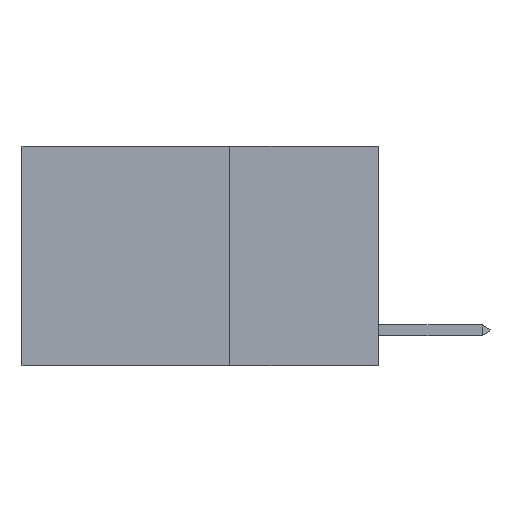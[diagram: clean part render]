
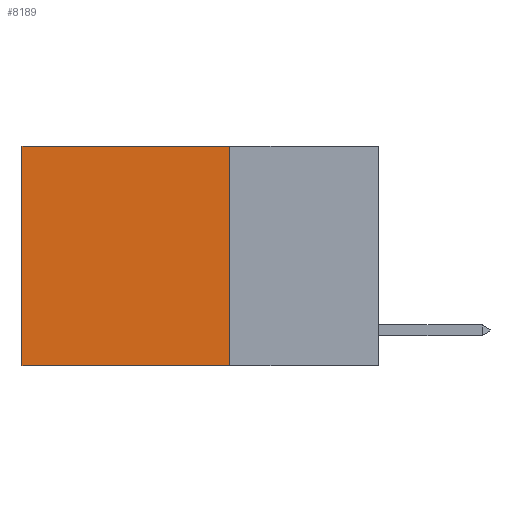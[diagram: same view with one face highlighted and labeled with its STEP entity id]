
A CAD part, left-side view. The second image highlights one B-rep face of the part: STEP entity #8189.
In plain terms, the highlighted planar face has unit normal (-1, 0, 0).
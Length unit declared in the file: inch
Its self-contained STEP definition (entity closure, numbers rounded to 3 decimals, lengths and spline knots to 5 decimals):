
#100 = VERTEX_POINT ( 'NONE', #11825 ) ;
#634 = VERTEX_POINT ( 'NONE', #16205 ) ;
#1513 = DIRECTION ( 'NONE',  ( 0., 1., 0. ) ) ;
#1802 = EDGE_CURVE ( 'NONE', #100, #16601, #11981, .T. ) ;
#1854 = DIRECTION ( 'NONE',  ( 0., 0., -1. ) ) ;
#2854 = ORIENTED_EDGE ( 'NONE', *, *, #10916, .F. ) ;
#4487 = EDGE_LOOP ( 'NONE', ( #8704, #8844, #2854, #11203 ) ) ;
#5383 = AXIS2_PLACEMENT_3D ( 'NONE', #14124, #17137, #8197 ) ;
#6020 = CARTESIAN_POINT ( 'NONE',  ( 0.2625, 0.25, 0. ) ) ;
#7654 = VECTOR ( 'NONE', #1513, 39.37008 ) ;
#8015 = VECTOR ( 'NONE', #16662, 39.37008 ) ;
#8189 = ADVANCED_FACE ( 'NONE', ( #16654 ), #18528, .F. ) ;
#8197 = DIRECTION ( 'NONE',  ( 0., 0., -1. ) ) ;
#8518 = VECTOR ( 'NONE', #1854, 39.37008 ) ;
#8704 = ORIENTED_EDGE ( 'NONE', *, *, #1802, .T. ) ;
#8844 = ORIENTED_EDGE ( 'NONE', *, *, #12126, .F. ) ;
#9458 = LINE ( 'NONE', #13779, #8518 ) ;
#10181 = VERTEX_POINT ( 'NONE', #6020 ) ;
#10693 = LINE ( 'NONE', #11987, #7654 ) ;
#10786 = VECTOR ( 'NONE', #18908, 39.37008 ) ;
#10916 = EDGE_CURVE ( 'NONE', #10181, #634, #9458, .T. ) ;
#11203 = ORIENTED_EDGE ( 'NONE', *, *, #14701, .T. ) ;
#11825 = CARTESIAN_POINT ( 'NONE',  ( 0.2625, 0.6, 0. ) ) ;
#11981 = LINE ( 'NONE', #15669, #8015 ) ;
#11987 = CARTESIAN_POINT ( 'NONE',  ( 0.2625, 0.25, 0. ) ) ;
#11990 = CARTESIAN_POINT ( 'NONE',  ( 0.2625, 0.6, -0.37 ) ) ;
#12126 = EDGE_CURVE ( 'NONE', #634, #16601, #15242, .T. ) ;
#13779 = CARTESIAN_POINT ( 'NONE',  ( 0.2625, 0.25, 0. ) ) ;
#14124 = CARTESIAN_POINT ( 'NONE',  ( 0.2625, 0.25, 0. ) ) ;
#14701 = EDGE_CURVE ( 'NONE', #10181, #100, #10693, .T. ) ;
#15242 = LINE ( 'NONE', #15982, #10786 ) ;
#15669 = CARTESIAN_POINT ( 'NONE',  ( 0.2625, 0.6, 0. ) ) ;
#15982 = CARTESIAN_POINT ( 'NONE',  ( 0.2625, 0.25, -0.37 ) ) ;
#16205 = CARTESIAN_POINT ( 'NONE',  ( 0.2625, 0.25, -0.37 ) ) ;
#16601 = VERTEX_POINT ( 'NONE', #11990 ) ;
#16654 = FACE_OUTER_BOUND ( 'NONE', #4487, .T. ) ;
#16662 = DIRECTION ( 'NONE',  ( 0., 0., -1. ) ) ;
#17137 = DIRECTION ( 'NONE',  ( 1., 0., 0. ) ) ;
#18528 = PLANE ( 'NONE',  #5383 ) ;
#18908 = DIRECTION ( 'NONE',  ( 0., 1., 0. ) ) ;
